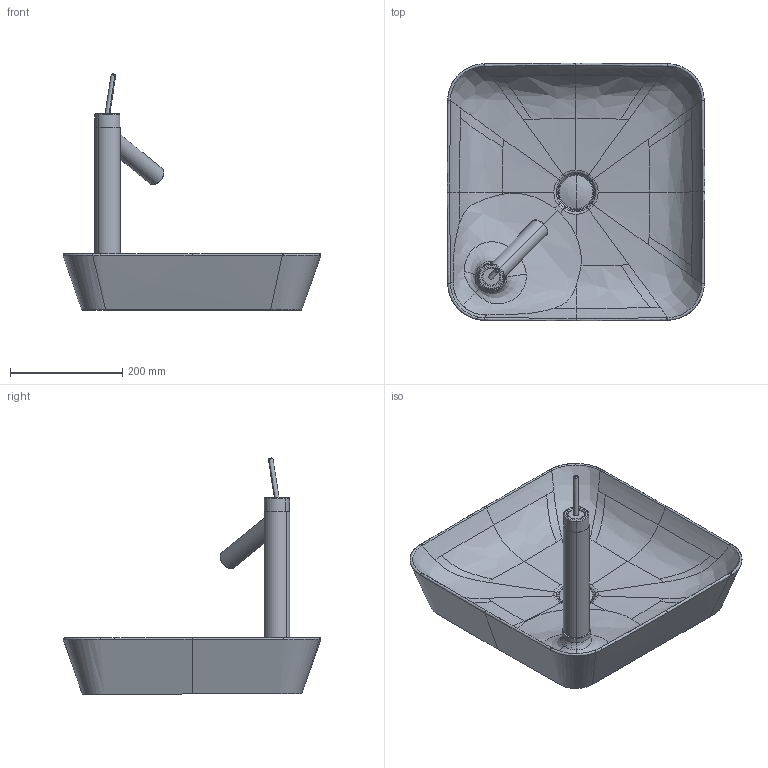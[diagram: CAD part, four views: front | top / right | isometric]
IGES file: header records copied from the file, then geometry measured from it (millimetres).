
Global section: file name: No Iges File Name specified; native system: Autodesk Inventor 2011; preprocessor: AutoDesk Inventor Iges Exporter R2011; author: Administrator; date: 20150520.203058; units: millimetre
Bounding box: 459.99 x 459.99 x 420.89 mm (x, y, z)
Volume: 5103721.5 mm3; surface area: 688118.1 mm2
Topology: 7 solids, 7 shells, 414 faces, 1312 edges, 914 vertices
Faces by surface type: bspline 208, revolution 114, plane 46, cylinder 24, torus 16, cone 6
